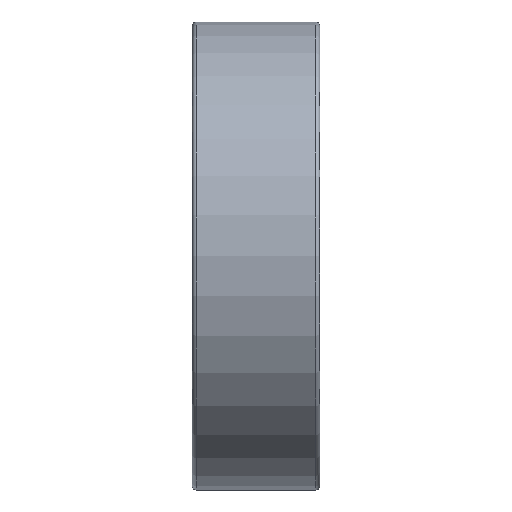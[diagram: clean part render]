
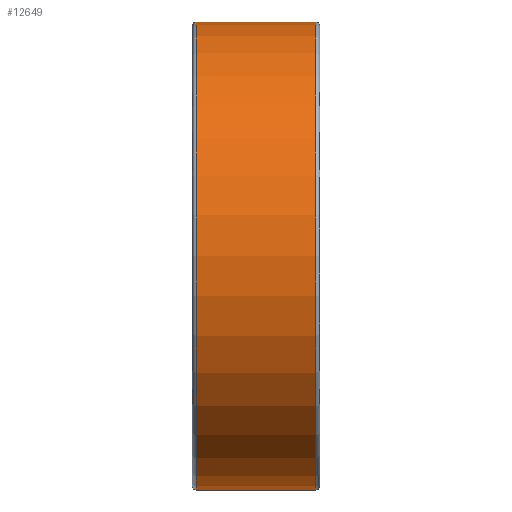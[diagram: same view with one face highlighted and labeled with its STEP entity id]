
A CAD part, top view. The second image highlights one B-rep face of the part: STEP entity #12649.
In plain terms, the highlighted cylindrical face has radius 5.5 mm (diameter 11 mm), a partial arc.
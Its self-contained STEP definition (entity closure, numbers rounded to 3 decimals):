
#12649=ADVANCED_FACE('',(#16349),#16350,.T.);
#16349=FACE_OUTER_BOUND('',#16762,.T.);
#16350=CYLINDRICAL_SURFACE('',#16763,5.5);
#16645=EDGE_CURVE('',#17084,#17081,#17090,.T.);
#16653=EDGE_CURVE('',#17094,#17096,#17102,.T.);
#16762=EDGE_LOOP('',(#17255,#17256,#17257,#17258));
#16763=AXIS2_PLACEMENT_3D('',#17259,#17260,#17261);
#17081=VERTEX_POINT('',#17658);
#17084=VERTEX_POINT('',#17661);
#17090=CIRCLE('',#17667,5.5);
#17094=VERTEX_POINT('',#17671);
#17096=VERTEX_POINT('',#17673);
#17102=CIRCLE('',#17679,5.5);
#17255=ORIENTED_EDGE('',*,*,#16653,.T.);
#17256=ORIENTED_EDGE('',*,*,#17800,.F.);
#17257=ORIENTED_EDGE('',*,*,#16645,.F.);
#17258=ORIENTED_EDGE('',*,*,#17801,.T.);
#17259=CARTESIAN_POINT('',(-1.65,0.0,0.));
#17260=DIRECTION('',(-1.0,-0.0,0.));
#17261=DIRECTION('',(0.0,-1.0,0.0));
#17658=CARTESIAN_POINT('',(1.4,-5.5,0.));
#17661=CARTESIAN_POINT('',(1.4,5.5,0.));
#17667=AXIS2_PLACEMENT_3D('',#17942,#17943,#17944);
#17671=CARTESIAN_POINT('',(-1.4,5.5,0.));
#17673=CARTESIAN_POINT('',(-1.4,-5.5,0.));
#17679=AXIS2_PLACEMENT_3D('',#17960,#17961,#17962);
#17800=EDGE_CURVE('',#17081,#17096,#18038,.T.);
#17801=EDGE_CURVE('',#17084,#17094,#18039,.T.);
#17942=CARTESIAN_POINT('',(1.4,0.0,0.));
#17943=DIRECTION('',(1.0,-0.0,0.));
#17944=DIRECTION('',(0.0,1.0,0.0));
#17960=CARTESIAN_POINT('',(-1.4,0.0,0.));
#17961=DIRECTION('',(1.0,-0.0,0.));
#17962=DIRECTION('',(0.0,1.0,0.0));
#18038=LINE('',#18070,#18071);
#18039=LINE('',#18072,#18073);
#18070=CARTESIAN_POINT('',(1.4,-5.5,0.));
#18071=VECTOR('',#18120,2.8);
#18072=CARTESIAN_POINT('',(1.4,5.5,0.));
#18073=VECTOR('',#18121,2.8);
#18120=DIRECTION('',(-1.0,0.0,0.));
#18121=DIRECTION('',(-1.0,0.0,0.));
